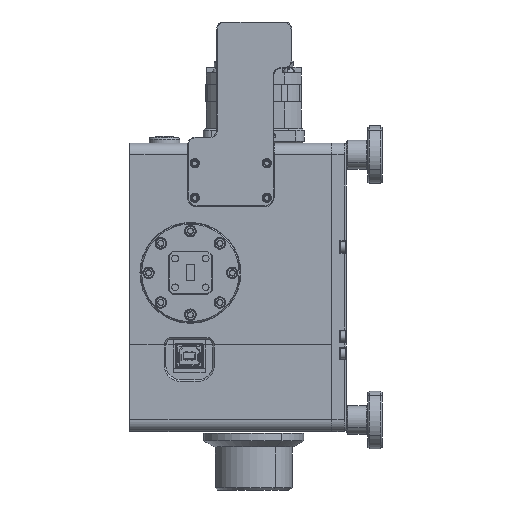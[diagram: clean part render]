
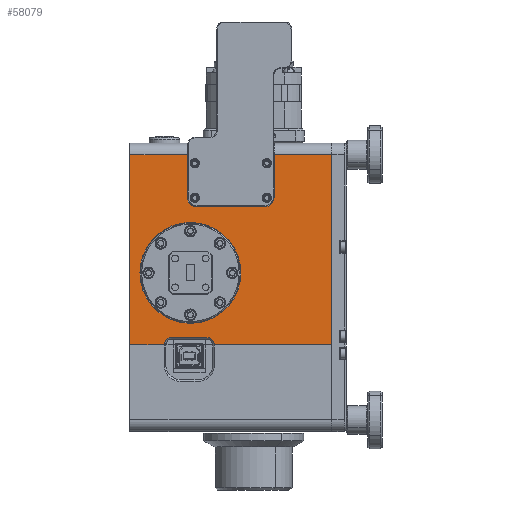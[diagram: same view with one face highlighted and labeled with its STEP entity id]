
A CAD part, left-side view. The second image highlights one B-rep face of the part: STEP entity #58079.
In plain terms, the highlighted planar face has unit normal (-1, 0, 0).
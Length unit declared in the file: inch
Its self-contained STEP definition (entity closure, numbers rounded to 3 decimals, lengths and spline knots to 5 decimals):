
#756 = VECTOR ( 'NONE', #36108, 39.37008 ) ;
#1441 = DIRECTION ( 'NONE',  ( 1., 0., 0. ) ) ;
#1451 = DIRECTION ( 'NONE',  ( 0., 0., -1. ) ) ;
#1652 = EDGE_CURVE ( 'NONE', #36052, #77021, #75607, .T. ) ;
#1806 = CARTESIAN_POINT ( 'NONE',  ( -1.75, 2.7, 0.375 ) ) ;
#2544 = AXIS2_PLACEMENT_3D ( 'NONE', #27460, #83918, #20497 ) ;
#3312 = ORIENTED_EDGE ( 'NONE', *, *, #19023, .T. ) ;
#5044 = CARTESIAN_POINT ( 'NONE',  ( -1.75, 3.155, -1.75 ) ) ;
#7477 = CARTESIAN_POINT ( 'NONE',  ( -1.75, 3.75, 1.55 ) ) ;
#8585 = DIRECTION ( 'NONE',  ( 0., 0., -1. ) ) ;
#11951 = CARTESIAN_POINT ( 'NONE',  ( -1.75, 3.75, -1.75 ) ) ;
#12457 = ORIENTED_EDGE ( 'NONE', *, *, #20159, .T. ) ;
#13122 = EDGE_CURVE ( 'NONE', #23531, #36052, #50771, .T. ) ;
#13347 = VERTEX_POINT ( 'NONE', #91454 ) ;
#13357 = CARTESIAN_POINT ( 'NONE',  ( -1.75, 2.75, 1.75 ) ) ;
#15118 = ORIENTED_EDGE ( 'NONE', *, *, #60007, .F. ) ;
#15239 = CARTESIAN_POINT ( 'NONE',  ( -1.75, 3.75, 1.75 ) ) ;
#15253 = CARTESIAN_POINT ( 'NONE',  ( -1.75, 1.25, 1.75 ) ) ;
#16611 = LINE ( 'NONE', #15239, #57016 ) ;
#16843 = VERTEX_POINT ( 'NONE', #49993 ) ;
#17164 = CIRCLE ( 'NONE', #30470, 0.13 ) ;
#17412 = DIRECTION ( 'NONE',  ( 0., 1., 0. ) ) ;
#18564 = CIRCLE ( 'NONE', #76241, 0.875 ) ;
#18930 = VERTEX_POINT ( 'NONE', #5044 ) ;
#19023 = EDGE_CURVE ( 'NONE', #16843, #56212, #56348, .T. ) ;
#19247 = LINE ( 'NONE', #46546, #50684 ) ;
#20159 = EDGE_CURVE ( 'NONE', #44420, #13347, #18564, .T. ) ;
#20353 = ORIENTED_EDGE ( 'NONE', *, *, #49194, .T. ) ;
#20497 = DIRECTION ( 'NONE',  ( 0., 0., -1. ) ) ;
#21373 = DIRECTION ( 'NONE',  ( 0., 0., -1. ) ) ;
#21844 = AXIS2_PLACEMENT_3D ( 'NONE', #63191, #28036, #8585 ) ;
#22699 = CARTESIAN_POINT ( 'NONE',  ( -1.75, 3.025, -1.75 ) ) ;
#22747 = DIRECTION ( 'NONE',  ( 0., -1., 0. ) ) ;
#23531 = VERTEX_POINT ( 'NONE', #41990 ) ;
#23579 = CARTESIAN_POINT ( 'NONE',  ( -1.75, 2.75, 0.65 ) ) ;
#25711 = EDGE_CURVE ( 'NONE', #85199, #16843, #63374, .T. ) ;
#26348 = DIRECTION ( 'NONE',  ( 0., 0., -1. ) ) ;
#27460 = CARTESIAN_POINT ( 'NONE',  ( -1.75, 2.7, -0.5 ) ) ;
#27750 = CARTESIAN_POINT ( 'NONE',  ( -1.75, 0.25, 1.55 ) ) ;
#28036 = DIRECTION ( 'NONE',  ( 1., 0., 0. ) ) ;
#28858 = ORIENTED_EDGE ( 'NONE', *, *, #67829, .T. ) ;
#28950 = ORIENTED_EDGE ( 'NONE', *, *, #89326, .T. ) ;
#29722 = LINE ( 'NONE', #86162, #42712 ) ;
#30065 = DIRECTION ( 'NONE',  ( 0., 0., 1. ) ) ;
#30080 = LINE ( 'NONE', #15253, #54309 ) ;
#30470 = AXIS2_PLACEMENT_3D ( 'NONE', #22699, #79162, #1451 ) ;
#30705 = ORIENTED_EDGE ( 'NONE', *, *, #41928, .T. ) ;
#31120 = VECTOR ( 'NONE', #59213, 39.37008 ) ;
#32309 = VERTEX_POINT ( 'NONE', #27750 ) ;
#32568 = FACE_BOUND ( 'NONE', #67649, .T. ) ;
#33322 = VERTEX_POINT ( 'NONE', #65788 ) ;
#36052 = VERTEX_POINT ( 'NONE', #63993 ) ;
#36108 = DIRECTION ( 'NONE',  ( 0., 0., -1. ) ) ;
#36494 = VERTEX_POINT ( 'NONE', #84711 ) ;
#37675 = ORIENTED_EDGE ( 'NONE', *, *, #13122, .T. ) ;
#37930 = CIRCLE ( 'NONE', #2544, 0.875 ) ;
#38412 = DIRECTION ( 'NONE',  ( 0., 0., -1. ) ) ;
#40493 = CARTESIAN_POINT ( 'NONE',  ( -1.75, 1.25, 0.8 ) ) ;
#41928 = EDGE_CURVE ( 'NONE', #76449, #33322, #61760, .T. ) ;
#41990 = CARTESIAN_POINT ( 'NONE',  ( -1.75, 3.025, -1.62 ) ) ;
#42712 = VECTOR ( 'NONE', #22747, 39.37008 ) ;
#43181 = ORIENTED_EDGE ( 'NONE', *, *, #69794, .T. ) ;
#43812 = DIRECTION ( 'NONE',  ( 0., -1., 0. ) ) ;
#44420 = VERTEX_POINT ( 'NONE', #1806 ) ;
#45469 = ORIENTED_EDGE ( 'NONE', *, *, #47873, .T. ) ;
#45670 = AXIS2_PLACEMENT_3D ( 'NONE', #50901, #1441, #38412 ) ;
#46337 = DIRECTION ( 'NONE',  ( 1., 0., 0. ) ) ;
#46546 = CARTESIAN_POINT ( 'NONE',  ( -1.75, 3.75, 1.55 ) ) ;
#46648 = ORIENTED_EDGE ( 'NONE', *, *, #63025, .T. ) ;
#46651 = EDGE_CURVE ( 'NONE', #67287, #84783, #16611, .T. ) ;
#47873 = EDGE_CURVE ( 'NONE', #83698, #76449, #30080, .T. ) ;
#48783 = ORIENTED_EDGE ( 'NONE', *, *, #62409, .T. ) ;
#49194 = EDGE_CURVE ( 'NONE', #32309, #83698, #84308, .T. ) ;
#49566 = DIRECTION ( 'NONE',  ( 0., 1., 0. ) ) ;
#49993 = CARTESIAN_POINT ( 'NONE',  ( -1.75, 2.75, 0.8 ) ) ;
#50420 = DIRECTION ( 'NONE',  ( 0., 0., -1. ) ) ;
#50684 = VECTOR ( 'NONE', #17412, 39.37008 ) ;
#50771 = LINE ( 'NONE', #79018, #88415 ) ;
#50901 = CARTESIAN_POINT ( 'NONE',  ( -1.75, 2.6, 0.8 ) ) ;
#52360 = DIRECTION ( 'NONE',  ( 0., 0., -1. ) ) ;
#53190 = DIRECTION ( 'NONE',  ( 1., 0., 0. ) ) ;
#53871 = EDGE_CURVE ( 'NONE', #33322, #85199, #87461, .T. ) ;
#54270 = FACE_OUTER_BOUND ( 'NONE', #58789, .T. ) ;
#54309 = VECTOR ( 'NONE', #50420, 39.37008 ) ;
#54367 = LINE ( 'NONE', #82614, #55125 ) ;
#55125 = VECTOR ( 'NONE', #68722, 39.37008 ) ;
#56212 = VERTEX_POINT ( 'NONE', #78519 ) ;
#56348 = LINE ( 'NONE', #13357, #83233 ) ;
#57016 = VECTOR ( 'NONE', #30065, 39.37008 ) ;
#58079 = ADVANCED_FACE ( 'NONE', ( #32568, #54270 ), #75118, .F. ) ;
#58247 = CARTESIAN_POINT ( 'NONE',  ( -1.75, 2.285, -1.75 ) ) ;
#58789 = EDGE_LOOP ( 'NONE', ( #37675, #68608, #28858, #15118, #20353, #45469, #30705, #79835, #69583, #3312, #43181, #90474, #28950, #48783 ) ) ;
#58823 = CARTESIAN_POINT ( 'NONE',  ( -1.75, 1.25, 1.55 ) ) ;
#59213 = DIRECTION ( 'NONE',  ( 0., 1., 0. ) ) ;
#60007 = EDGE_CURVE ( 'NONE', #32309, #36494, #70809, .T. ) ;
#61476 = DIRECTION ( 'NONE',  ( 0., 0., 1. ) ) ;
#61760 = CIRCLE ( 'NONE', #21844, 0.15 ) ;
#62409 = EDGE_CURVE ( 'NONE', #18930, #23531, #17164, .T. ) ;
#62512 = AXIS2_PLACEMENT_3D ( 'NONE', #68186, #90413, #21373 ) ;
#63025 = EDGE_CURVE ( 'NONE', #13347, #44420, #37930, .T. ) ;
#63191 = CARTESIAN_POINT ( 'NONE',  ( -1.75, 1.4, 0.8 ) ) ;
#63374 = CIRCLE ( 'NONE', #45670, 0.15 ) ;
#63993 = CARTESIAN_POINT ( 'NONE',  ( -1.75, 2.415, -1.62 ) ) ;
#65312 = AXIS2_PLACEMENT_3D ( 'NONE', #89773, #53190, #26348 ) ;
#65788 = CARTESIAN_POINT ( 'NONE',  ( -1.75, 1.4, 0.65 ) ) ;
#67287 = VERTEX_POINT ( 'NONE', #11951 ) ;
#67649 = EDGE_LOOP ( 'NONE', ( #46648, #12457 ) ) ;
#67829 = EDGE_CURVE ( 'NONE', #77021, #36494, #54367, .T. ) ;
#68186 = CARTESIAN_POINT ( 'NONE',  ( -1.75, 3.75, 1.75 ) ) ;
#68608 = ORIENTED_EDGE ( 'NONE', *, *, #1652, .T. ) ;
#68722 = DIRECTION ( 'NONE',  ( 0., -1., 0. ) ) ;
#69107 = VECTOR ( 'NONE', #49566, 39.37008 ) ;
#69583 = ORIENTED_EDGE ( 'NONE', *, *, #25711, .T. ) ;
#69695 = CARTESIAN_POINT ( 'NONE',  ( -1.75, 3.75, 1.55 ) ) ;
#69794 = EDGE_CURVE ( 'NONE', #56212, #84783, #19247, .T. ) ;
#70480 = CARTESIAN_POINT ( 'NONE',  ( -1.75, 2.6, 0.65 ) ) ;
#70809 = LINE ( 'NONE', #77755, #756 ) ;
#75118 = PLANE ( 'NONE',  #62512 ) ;
#75607 = CIRCLE ( 'NONE', #65312, 0.13 ) ;
#76241 = AXIS2_PLACEMENT_3D ( 'NONE', #87114, #46337, #52360 ) ;
#76449 = VERTEX_POINT ( 'NONE', #40493 ) ;
#77021 = VERTEX_POINT ( 'NONE', #58247 ) ;
#77755 = CARTESIAN_POINT ( 'NONE',  ( -1.75, 0.25, -1.75 ) ) ;
#78519 = CARTESIAN_POINT ( 'NONE',  ( -1.75, 2.75, 1.55 ) ) ;
#79018 = CARTESIAN_POINT ( 'NONE',  ( -1.75, 2.415, -1.62 ) ) ;
#79162 = DIRECTION ( 'NONE',  ( 1., 0., 0. ) ) ;
#79835 = ORIENTED_EDGE ( 'NONE', *, *, #53871, .T. ) ;
#82614 = CARTESIAN_POINT ( 'NONE',  ( -1.75, 3.75, -1.75 ) ) ;
#83233 = VECTOR ( 'NONE', #61476, 39.37008 ) ;
#83698 = VERTEX_POINT ( 'NONE', #58823 ) ;
#83918 = DIRECTION ( 'NONE',  ( 1., 0., 0. ) ) ;
#84308 = LINE ( 'NONE', #7477, #69107 ) ;
#84711 = CARTESIAN_POINT ( 'NONE',  ( -1.75, 0.25, -1.75 ) ) ;
#84783 = VERTEX_POINT ( 'NONE', #69695 ) ;
#85199 = VERTEX_POINT ( 'NONE', #70480 ) ;
#86162 = CARTESIAN_POINT ( 'NONE',  ( -1.75, 3.75, -1.75 ) ) ;
#87114 = CARTESIAN_POINT ( 'NONE',  ( -1.75, 2.7, -0.5 ) ) ;
#87461 = LINE ( 'NONE', #23579, #31120 ) ;
#88415 = VECTOR ( 'NONE', #43812, 39.37008 ) ;
#89326 = EDGE_CURVE ( 'NONE', #67287, #18930, #29722, .T. ) ;
#89773 = CARTESIAN_POINT ( 'NONE',  ( -1.75, 2.415, -1.75 ) ) ;
#90413 = DIRECTION ( 'NONE',  ( 1., 0., 0. ) ) ;
#90474 = ORIENTED_EDGE ( 'NONE', *, *, #46651, .F. ) ;
#91454 = CARTESIAN_POINT ( 'NONE',  ( -1.75, 2.7, -1.375 ) ) ;
